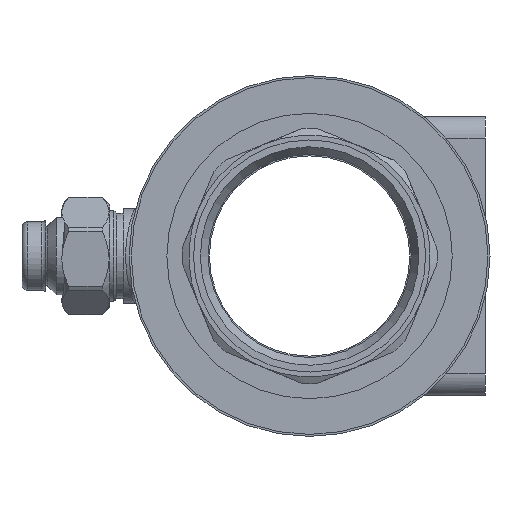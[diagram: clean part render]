
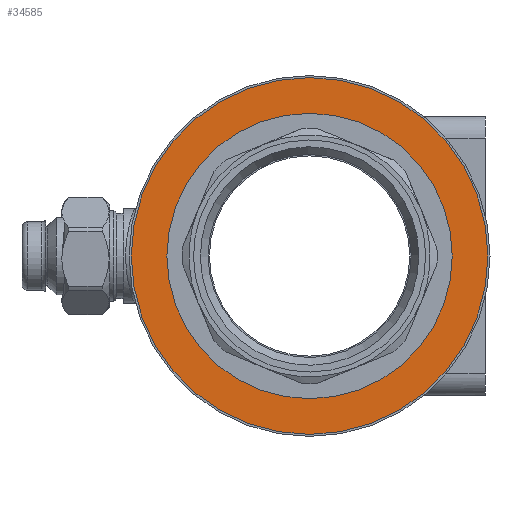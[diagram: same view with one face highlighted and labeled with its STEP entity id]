
A CAD part, left-side view. The second image highlights one B-rep face of the part: STEP entity #34585.
In plain terms, the highlighted planar face has unit normal (-1, 0, 0).
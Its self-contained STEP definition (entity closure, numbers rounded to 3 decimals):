
#3087=FACE_BOUND('',#6653,.T.);
#3354=PLANE('',#36665);
#4658=FACE_OUTER_BOUND('',#6652,.T.);
#6652=EDGE_LOOP('',(#21847,#21848));
#6653=EDGE_LOOP('',(#21849,#21850));
#11988=CIRCLE('',#36624,65.);
#11989=CIRCLE('',#36625,65.);
#11994=CIRCLE('',#36631,52.);
#11995=CIRCLE('',#36632,52.);
#12940=VERTEX_POINT('',#52691);
#12941=VERTEX_POINT('',#52692);
#12946=VERTEX_POINT('',#52705);
#12947=VERTEX_POINT('',#52707);
#16469=EDGE_CURVE('',#12940,#12941,#11988,.T.);
#16470=EDGE_CURVE('',#12941,#12940,#11989,.T.);
#16477=EDGE_CURVE('',#12946,#12947,#11994,.T.);
#16478=EDGE_CURVE('',#12947,#12946,#11995,.T.);
#21847=ORIENTED_EDGE('',*,*,#16469,.T.);
#21848=ORIENTED_EDGE('',*,*,#16470,.T.);
#21849=ORIENTED_EDGE('',*,*,#16478,.F.);
#21850=ORIENTED_EDGE('',*,*,#16477,.F.);
#34585=ADVANCED_FACE('',(#4658,#3087),#3354,.F.);
#36624=AXIS2_PLACEMENT_3D('',#52693,#41516,#41517);
#36625=AXIS2_PLACEMENT_3D('',#52694,#41518,#41519);
#36631=AXIS2_PLACEMENT_3D('',#52708,#41532,#41533);
#36632=AXIS2_PLACEMENT_3D('',#52709,#41534,#41535);
#36665=AXIS2_PLACEMENT_3D('',#52844,#41624,#41625);
#41516=DIRECTION('center_axis',(-1.,0.,0.));
#41517=DIRECTION('ref_axis',(0.,0.,1.));
#41518=DIRECTION('center_axis',(-1.,0.,0.));
#41519=DIRECTION('ref_axis',(0.,0.,1.));
#41532=DIRECTION('center_axis',(-1.,0.,0.));
#41533=DIRECTION('ref_axis',(0.,0.,1.));
#41534=DIRECTION('center_axis',(-1.,0.,0.));
#41535=DIRECTION('ref_axis',(0.,0.,1.));
#41624=DIRECTION('center_axis',(1.,0.,0.));
#41625=DIRECTION('ref_axis',(0.,0.,-1.));
#52691=CARTESIAN_POINT('',(-47.366,-0.456,211.15));
#52692=CARTESIAN_POINT('',(-47.366,-0.456,81.15));
#52693=CARTESIAN_POINT('Origin',(-47.366,-0.456,146.15));
#52694=CARTESIAN_POINT('Origin',(-47.366,-0.456,146.15));
#52705=CARTESIAN_POINT('',(-47.366,-0.456,94.15));
#52707=CARTESIAN_POINT('',(-47.366,-0.456,198.15));
#52708=CARTESIAN_POINT('Origin',(-47.366,-0.456,146.15));
#52709=CARTESIAN_POINT('Origin',(-47.366,-0.456,146.15));
#52844=CARTESIAN_POINT('Origin',(-47.366,51.544,146.15));
